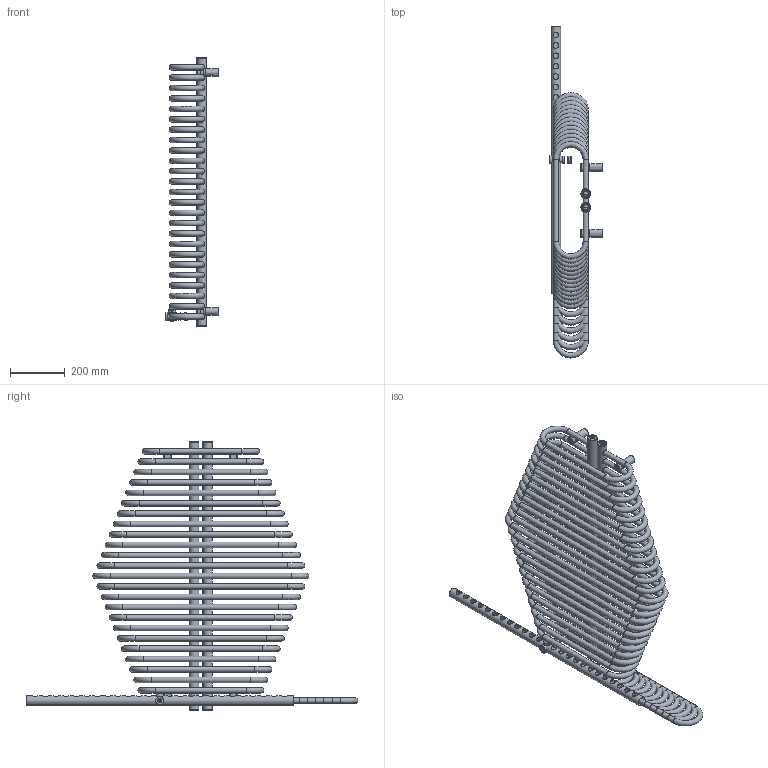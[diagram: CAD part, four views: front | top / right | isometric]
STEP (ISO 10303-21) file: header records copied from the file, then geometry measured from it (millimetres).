
FILE_DESCRIPTION( ( 'Unknown' ), '1' );
FILE_NAME( 'DIAMANTES.stp', 'Unknown', ( 'Unknown' ), ( 'Unknown' ), 'PSStep 10.1', 'Unknown', ' ' );
FILE_SCHEMA( ( 'AUTOMOTIVE_DESIGN { 1 0 10303 214 1 1 1 1 }' ) );
Length unit declared in the file: millimetre
Products named in the file (36): mocowanie zespo³; Assem1; mocowanie tulejka 1; mocowanie tuleja 1; mocowanie korek 1; rurka 430; rurka 430-oa0; Kolektor fi 35; Kolektor fi 35-oa1; rurka 460; rurka 460-oa2; rurka 490; rurka 490-oa3; rurka 520; rurka 520-oa4; rurka 550; rurka 550-oa5; rurka 580; rurka 580-oa6; rurka 610; rurka 610-oa7; rurka 640; rurka 640-oa8; rurka 670; rurka 670-oa9; rurka 700; rurka 700-oa10; rurka 730; rurka 730-oa11; rurka 760; rurka 760-oa12; rurka 790; zaœlepka fi 35 z gwintem v2; zaœlepka fi 35 z gwintem v2-oa13; zaœlepka fi 35 z gwintem v2-oa14; zaœlepka fi 35 z gwintem v2-oa15
Bounding box: 191.69 x 1214.43 x 981.4 mm (x, y, z)
Volume: 5127716.4 mm3; surface area: 8053983.2 mm2
Topology: 80 solids, 80 shells, 994 faces, 2174 edges, 1380 vertices
Faces by surface type: cylinder 532, torus 222, plane 212, cone 28
Full cylindrical faces by diameter (mm): 4.917 x12, 6 x6, 14.3 x6, 15 x12, 17.6 x150, 18.631 x8, 20 x150, 20.5 x100, 24.8 x16, 26.8 x12, 32 x12, 35 x12
Entity records: 22949 total; most frequent: CARTESIAN_POINT 10896, DIRECTION 1738, ORIENTED_EDGE 1002, EDGE_LOOP 968, AXIS2_PLACEMENT_3D 863, FACE_OUTER_BOUND 780, EDGE_CURVE 501, VERTEX_POINT 493
